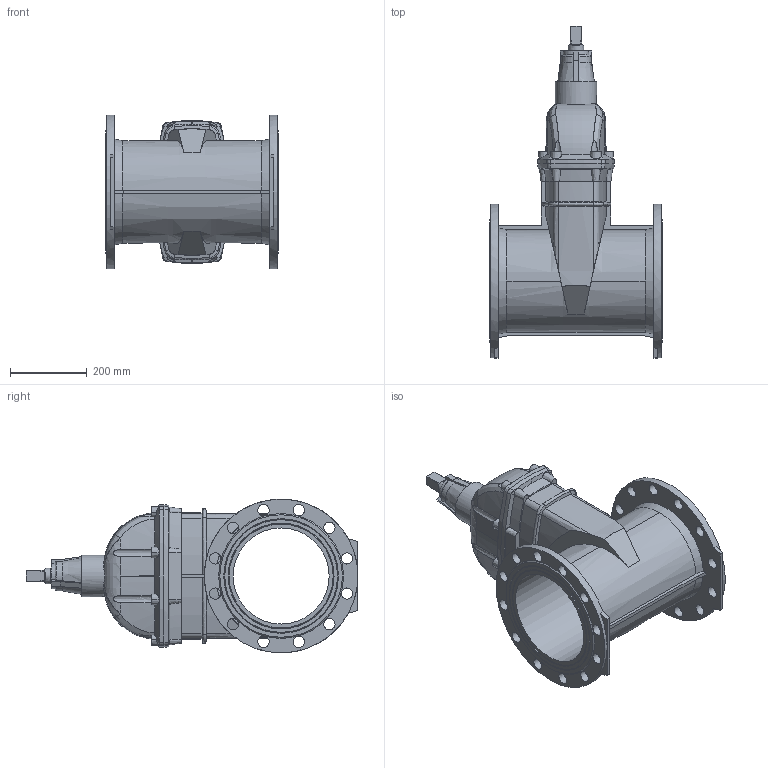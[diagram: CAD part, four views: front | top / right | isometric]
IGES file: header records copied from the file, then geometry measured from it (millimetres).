
Start section: SolidWorks IGES file using analytic representation for surfaces
Global section: file name: O_02_60_DN250.IGS; native system: SolidWorks 2012; preprocessor: SolidWorks 2012; author: skch; date: 150128.102803; units: millimetre
Bounding box: 450 x 864 x 400 mm (x, y, z)
Surface area: 1483702.3 mm2 (no closed solid volume)
Topology: 0 solids, 0 shells, 308 faces, 2488 edges, 3104 vertices
Faces by surface type: revolution 210, bspline 98
